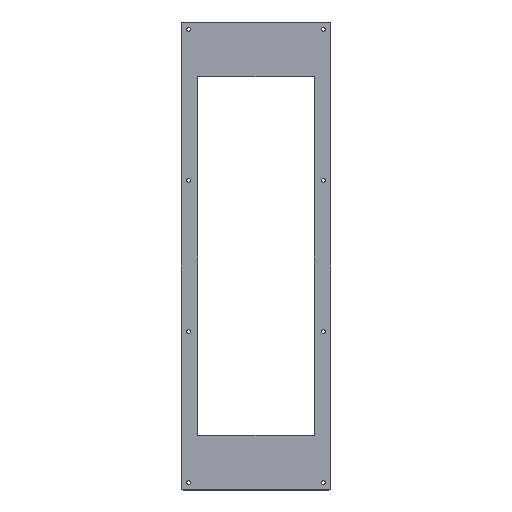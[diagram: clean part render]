
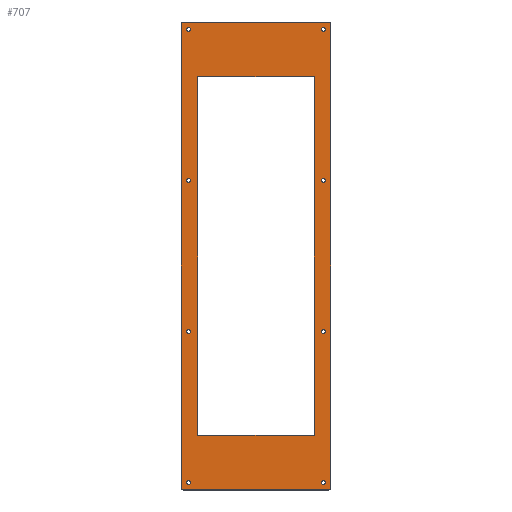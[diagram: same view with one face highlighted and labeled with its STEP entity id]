
A CAD part, top view. The second image highlights one B-rep face of the part: STEP entity #707.
In plain terms, the highlighted planar face has unit normal (0, 0, 1).
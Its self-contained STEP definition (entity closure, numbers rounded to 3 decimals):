
#24 = VERTEX_POINT('',#25);
#25 = CARTESIAN_POINT('',(-75.,233.,0.397));
#31 = EDGE_CURVE('',#24,#32,#34,.T.);
#32 = VERTEX_POINT('',#33);
#33 = CARTESIAN_POINT('',(-75.,-233.,0.397));
#34 = LINE('',#35,#36);
#35 = CARTESIAN_POINT('',(-75.,233.,0.397));
#36 = VECTOR('',#37,1.);
#37 = DIRECTION('',(0.,-1.,0.));
#62 = EDGE_CURVE('',#32,#63,#65,.T.);
#63 = VERTEX_POINT('',#64);
#64 = CARTESIAN_POINT('',(-73.,-235.,0.397));
#65 = CIRCLE('',#66,2.);
#66 = AXIS2_PLACEMENT_3D('',#67,#68,#69);
#67 = CARTESIAN_POINT('',(-73.,-233.,0.397));
#68 = DIRECTION('',(0.,0.,1.));
#69 = DIRECTION('',(1.,0.,0.));
#95 = EDGE_CURVE('',#63,#96,#98,.T.);
#96 = VERTEX_POINT('',#97);
#97 = CARTESIAN_POINT('',(73.,-235.,0.397));
#98 = LINE('',#99,#100);
#99 = CARTESIAN_POINT('',(-73.,-235.,0.397));
#100 = VECTOR('',#101,1.);
#101 = DIRECTION('',(1.,0.,0.));
#126 = EDGE_CURVE('',#96,#127,#129,.T.);
#127 = VERTEX_POINT('',#128);
#128 = CARTESIAN_POINT('',(75.,-233.,0.397));
#129 = CIRCLE('',#130,2.);
#130 = AXIS2_PLACEMENT_3D('',#131,#132,#133);
#131 = CARTESIAN_POINT('',(73.,-233.,0.397));
#132 = DIRECTION('',(0.,0.,1.));
#133 = DIRECTION('',(1.,0.,0.));
#159 = EDGE_CURVE('',#127,#160,#162,.T.);
#160 = VERTEX_POINT('',#161);
#161 = CARTESIAN_POINT('',(75.,233.,0.397));
#162 = LINE('',#163,#164);
#163 = CARTESIAN_POINT('',(75.,-233.,0.397));
#164 = VECTOR('',#165,1.);
#165 = DIRECTION('',(0.,1.,0.));
#190 = EDGE_CURVE('',#160,#191,#193,.T.);
#191 = VERTEX_POINT('',#192);
#192 = CARTESIAN_POINT('',(73.,235.,0.397));
#193 = CIRCLE('',#194,2.);
#194 = AXIS2_PLACEMENT_3D('',#195,#196,#197);
#195 = CARTESIAN_POINT('',(73.,233.,0.397));
#196 = DIRECTION('',(0.,0.,1.));
#197 = DIRECTION('',(1.,0.,0.));
#223 = EDGE_CURVE('',#191,#224,#226,.T.);
#224 = VERTEX_POINT('',#225);
#225 = CARTESIAN_POINT('',(-73.,235.,0.397));
#226 = LINE('',#227,#228);
#227 = CARTESIAN_POINT('',(73.,235.,0.397));
#228 = VECTOR('',#229,1.);
#229 = DIRECTION('',(-1.,0.,0.));
#254 = EDGE_CURVE('',#224,#24,#255,.T.);
#255 = CIRCLE('',#256,2.);
#256 = AXIS2_PLACEMENT_3D('',#257,#258,#259);
#257 = CARTESIAN_POINT('',(-73.,233.,0.397));
#258 = DIRECTION('',(0.,0.,1.));
#259 = DIRECTION('',(1.,0.,0.));
#280 = VERTEX_POINT('',#281);
#281 = CARTESIAN_POINT('',(-58.5,180.,0.397));
#287 = EDGE_CURVE('',#280,#288,#290,.T.);
#288 = VERTEX_POINT('',#289);
#289 = CARTESIAN_POINT('',(-58.5,-180.,0.397));
#290 = LINE('',#291,#292);
#291 = CARTESIAN_POINT('',(-58.5,180.,0.397));
#292 = VECTOR('',#293,1.);
#293 = DIRECTION('',(0.,-1.,0.));
#318 = EDGE_CURVE('',#288,#319,#321,.T.);
#319 = VERTEX_POINT('',#320);
#320 = CARTESIAN_POINT('',(58.5,-180.,0.397));
#321 = LINE('',#322,#323);
#322 = CARTESIAN_POINT('',(-58.5,-180.,0.397));
#323 = VECTOR('',#324,1.);
#324 = DIRECTION('',(1.,0.,0.));
#349 = EDGE_CURVE('',#319,#350,#352,.T.);
#350 = VERTEX_POINT('',#351);
#351 = CARTESIAN_POINT('',(58.5,180.,0.397));
#352 = LINE('',#353,#354);
#353 = CARTESIAN_POINT('',(58.5,-180.,0.397));
#354 = VECTOR('',#355,1.);
#355 = DIRECTION('',(0.,1.,0.));
#380 = EDGE_CURVE('',#350,#280,#381,.T.);
#381 = LINE('',#382,#383);
#382 = CARTESIAN_POINT('',(58.5,180.,0.397));
#383 = VECTOR('',#384,1.);
#384 = DIRECTION('',(-1.,0.,0.));
#404 = VERTEX_POINT('',#405);
#405 = CARTESIAN_POINT('',(69.567,75.9,0.397));
#411 = EDGE_CURVE('',#404,#404,#412,.T.);
#412 = CIRCLE('',#413,1.867);
#413 = AXIS2_PLACEMENT_3D('',#414,#415,#416);
#414 = CARTESIAN_POINT('',(67.7,75.9,0.397));
#415 = DIRECTION('',(0.,0.,1.));
#416 = DIRECTION('',(1.,0.,0.));
#437 = VERTEX_POINT('',#438);
#438 = CARTESIAN_POINT('',(-65.833,75.9,0.397));
#444 = EDGE_CURVE('',#437,#437,#445,.T.);
#445 = CIRCLE('',#446,1.867);
#446 = AXIS2_PLACEMENT_3D('',#447,#448,#449);
#447 = CARTESIAN_POINT('',(-67.7,75.9,0.397));
#448 = DIRECTION('',(0.,0.,1.));
#449 = DIRECTION('',(1.,0.,0.));
#470 = VERTEX_POINT('',#471);
#471 = CARTESIAN_POINT('',(69.567,-75.9,0.397));
#477 = EDGE_CURVE('',#470,#470,#478,.T.);
#478 = CIRCLE('',#479,1.867);
#479 = AXIS2_PLACEMENT_3D('',#480,#481,#482);
#480 = CARTESIAN_POINT('',(67.7,-75.9,0.397));
#481 = DIRECTION('',(0.,0.,1.));
#482 = DIRECTION('',(1.,0.,0.));
#503 = VERTEX_POINT('',#504);
#504 = CARTESIAN_POINT('',(-65.833,-75.9,0.397));
#510 = EDGE_CURVE('',#503,#503,#511,.T.);
#511 = CIRCLE('',#512,1.867);
#512 = AXIS2_PLACEMENT_3D('',#513,#514,#515);
#513 = CARTESIAN_POINT('',(-67.7,-75.9,0.397));
#514 = DIRECTION('',(0.,0.,1.));
#515 = DIRECTION('',(1.,0.,0.));
#536 = VERTEX_POINT('',#537);
#537 = CARTESIAN_POINT('',(69.567,227.7,0.397));
#543 = EDGE_CURVE('',#536,#536,#544,.T.);
#544 = CIRCLE('',#545,1.867);
#545 = AXIS2_PLACEMENT_3D('',#546,#547,#548);
#546 = CARTESIAN_POINT('',(67.7,227.7,0.397));
#547 = DIRECTION('',(0.,0.,1.));
#548 = DIRECTION('',(1.,0.,0.));
#569 = VERTEX_POINT('',#570);
#570 = CARTESIAN_POINT('',(-65.833,227.7,0.397));
#576 = EDGE_CURVE('',#569,#569,#577,.T.);
#577 = CIRCLE('',#578,1.867);
#578 = AXIS2_PLACEMENT_3D('',#579,#580,#581);
#579 = CARTESIAN_POINT('',(-67.7,227.7,0.397));
#580 = DIRECTION('',(0.,0.,1.));
#581 = DIRECTION('',(1.,0.,0.));
#602 = VERTEX_POINT('',#603);
#603 = CARTESIAN_POINT('',(69.567,-227.7,0.397));
#609 = EDGE_CURVE('',#602,#602,#610,.T.);
#610 = CIRCLE('',#611,1.867);
#611 = AXIS2_PLACEMENT_3D('',#612,#613,#614);
#612 = CARTESIAN_POINT('',(67.7,-227.7,0.397));
#613 = DIRECTION('',(0.,0.,1.));
#614 = DIRECTION('',(1.,0.,0.));
#635 = VERTEX_POINT('',#636);
#636 = CARTESIAN_POINT('',(-65.833,-227.7,0.397));
#642 = EDGE_CURVE('',#635,#635,#643,.T.);
#643 = CIRCLE('',#644,1.867);
#644 = AXIS2_PLACEMENT_3D('',#645,#646,#647);
#645 = CARTESIAN_POINT('',(-67.7,-227.7,0.397));
#646 = DIRECTION('',(0.,0.,1.));
#647 = DIRECTION('',(1.,0.,0.));
#707 = ADVANCED_FACE('',(#708,#718,#724,#727,#730,#733,#736,#739,#742,
    #745),#748,.T.);
#708 = FACE_BOUND('',#709,.T.);
#709 = EDGE_LOOP('',(#710,#711,#712,#713,#714,#715,#716,#717));
#710 = ORIENTED_EDGE('',*,*,#31,.T.);
#711 = ORIENTED_EDGE('',*,*,#62,.T.);
#712 = ORIENTED_EDGE('',*,*,#95,.T.);
#713 = ORIENTED_EDGE('',*,*,#126,.T.);
#714 = ORIENTED_EDGE('',*,*,#159,.T.);
#715 = ORIENTED_EDGE('',*,*,#190,.T.);
#716 = ORIENTED_EDGE('',*,*,#223,.T.);
#717 = ORIENTED_EDGE('',*,*,#254,.T.);
#718 = FACE_BOUND('',#719,.F.);
#719 = EDGE_LOOP('',(#720,#721,#722,#723));
#720 = ORIENTED_EDGE('',*,*,#287,.T.);
#721 = ORIENTED_EDGE('',*,*,#318,.T.);
#722 = ORIENTED_EDGE('',*,*,#349,.T.);
#723 = ORIENTED_EDGE('',*,*,#380,.T.);
#724 = FACE_BOUND('',#725,.F.);
#725 = EDGE_LOOP('',(#726));
#726 = ORIENTED_EDGE('',*,*,#411,.T.);
#727 = FACE_BOUND('',#728,.F.);
#728 = EDGE_LOOP('',(#729));
#729 = ORIENTED_EDGE('',*,*,#444,.T.);
#730 = FACE_BOUND('',#731,.F.);
#731 = EDGE_LOOP('',(#732));
#732 = ORIENTED_EDGE('',*,*,#477,.T.);
#733 = FACE_BOUND('',#734,.F.);
#734 = EDGE_LOOP('',(#735));
#735 = ORIENTED_EDGE('',*,*,#510,.T.);
#736 = FACE_BOUND('',#737,.F.);
#737 = EDGE_LOOP('',(#738));
#738 = ORIENTED_EDGE('',*,*,#543,.T.);
#739 = FACE_BOUND('',#740,.F.);
#740 = EDGE_LOOP('',(#741));
#741 = ORIENTED_EDGE('',*,*,#576,.T.);
#742 = FACE_BOUND('',#743,.F.);
#743 = EDGE_LOOP('',(#744));
#744 = ORIENTED_EDGE('',*,*,#609,.T.);
#745 = FACE_BOUND('',#746,.F.);
#746 = EDGE_LOOP('',(#747));
#747 = ORIENTED_EDGE('',*,*,#642,.T.);
#748 = PLANE('',#749);
#749 = AXIS2_PLACEMENT_3D('',#750,#751,#752);
#750 = CARTESIAN_POINT('',(0.,0.,0.397));
#751 = DIRECTION('',(0.,0.,1.));
#752 = DIRECTION('',(1.,0.,0.));
